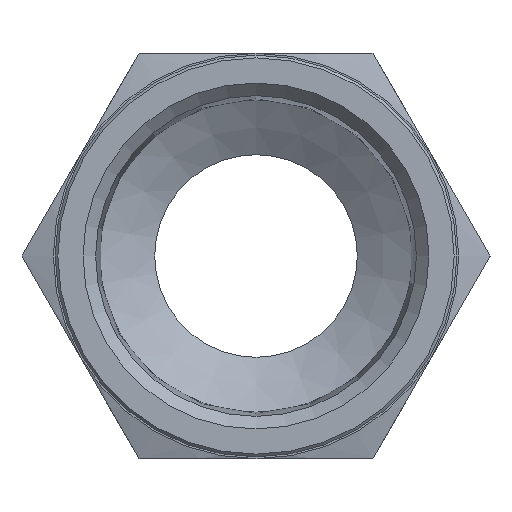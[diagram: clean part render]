
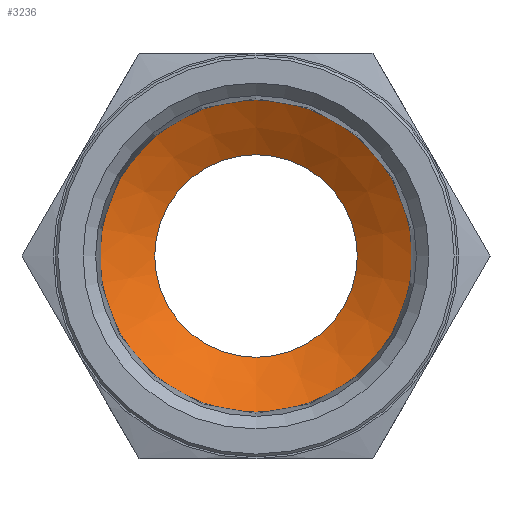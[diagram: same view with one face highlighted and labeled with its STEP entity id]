
A CAD part, left-side view. The second image highlights one B-rep face of the part: STEP entity #3236.
In plain terms, the highlighted conical face has half-angle 59 degrees and reference radius 21.248 mm.
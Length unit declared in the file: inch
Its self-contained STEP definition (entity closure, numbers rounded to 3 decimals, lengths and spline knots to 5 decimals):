
#3205=CARTESIAN_POINT('',(1.43296,0.,-0.5625));
#3206=VERTEX_POINT('',#3205);
#3207=CARTESIAN_POINT('',(1.43296,0.,0.0));
#3208=DIRECTION('',(1.0,0.0,0.0));
#3209=DIRECTION('',(0.0,0.0,1.0));
#3210=AXIS2_PLACEMENT_3D('',#3207,#3208,#3209);
#3211=CIRCLE('',#3210,0.5625);
#3212=EDGE_CURVE('',#3206,#3206,#3211,.T.);
#3217=CARTESIAN_POINT('',(1.2683,0.,0.));
#3218=DIRECTION('',(-1.0,0.,0.));
#3219=DIRECTION('',(0.,-0.581,-0.814));
#3220=AXIS2_PLACEMENT_3D('',#3217,#3218,#3219);
#3221=CONICAL_SURFACE('',#3220,0.83655,59.);
#3222=ORIENTED_EDGE('',*,*,#3212,.T.);
#3223=EDGE_LOOP('',(#3222));
#3224=FACE_OUTER_BOUND('',#3223,.T.);
#3225=CARTESIAN_POINT('',(1.25,0.,0.867));
#3226=VERTEX_POINT('',#3225);
#3227=CARTESIAN_POINT('',(1.25,0.,0.0));
#3228=DIRECTION('',(-1.0,0.0,0.0));
#3229=DIRECTION('',(0.0,0.0,1.0));
#3230=AXIS2_PLACEMENT_3D('',#3227,#3228,#3229);
#3231=CIRCLE('',#3230,0.867);
#3232=EDGE_CURVE('',#3226,#3226,#3231,.T.);
#3233=ORIENTED_EDGE('',*,*,#3232,.T.);
#3234=EDGE_LOOP('',(#3233));
#3235=FACE_BOUND('',#3234,.T.);
#3236=ADVANCED_FACE('',(#3224,#3235),#3221,.F.);
